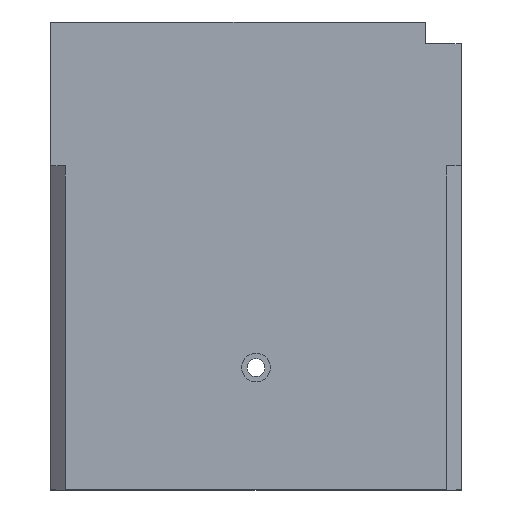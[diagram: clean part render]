
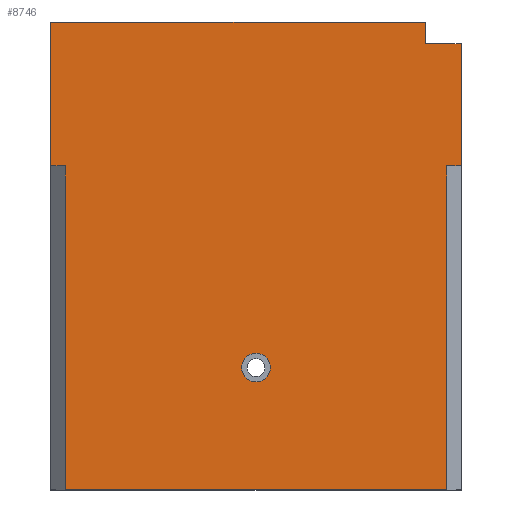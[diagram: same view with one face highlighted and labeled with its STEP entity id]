
A CAD part, top view. The second image highlights one B-rep face of the part: STEP entity #8746.
In plain terms, the highlighted face is planar.
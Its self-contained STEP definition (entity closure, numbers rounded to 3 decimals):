
#938=FACE_BOUND('',#1481,.T.);
#975=CIRCLE('',#9269,2.);
#985=FACE_OUTER_BOUND('',#1480,.T.);
#1480=EDGE_LOOP('',(#5814,#5815,#5816,#5817,#5818,#5819,#5820,#5821,#5822,
#5823));
#1481=EDGE_LOOP('',(#5824));
#2012=LINE('',#10653,#2770);
#2013=LINE('',#10655,#2771);
#2014=LINE('',#10657,#2772);
#2015=LINE('',#10659,#2773);
#2016=LINE('',#10661,#2774);
#2017=LINE('',#10663,#2775);
#2018=LINE('',#10665,#2776);
#2019=LINE('',#10667,#2777);
#2020=LINE('',#10669,#2778);
#2021=LINE('',#10670,#2779);
#2770=VECTOR('',#9480,10.);
#2771=VECTOR('',#9481,10.);
#2772=VECTOR('',#9482,10.);
#2773=VECTOR('',#9483,10.);
#2774=VECTOR('',#9484,10.);
#2775=VECTOR('',#9485,10.);
#2776=VECTOR('',#9486,10.);
#2777=VECTOR('',#9487,10.);
#2778=VECTOR('',#9488,10.);
#2779=VECTOR('',#9489,10.);
#3528=VERTEX_POINT('',#10651);
#3529=VERTEX_POINT('',#10652);
#3530=VERTEX_POINT('',#10654);
#3531=VERTEX_POINT('',#10656);
#3532=VERTEX_POINT('',#10658);
#3533=VERTEX_POINT('',#10660);
#3534=VERTEX_POINT('',#10662);
#3535=VERTEX_POINT('',#10664);
#3536=VERTEX_POINT('',#10666);
#3537=VERTEX_POINT('',#10668);
#3538=VERTEX_POINT('',#10671);
#4442=EDGE_CURVE('',#3528,#3529,#2012,.T.);
#4443=EDGE_CURVE('',#3529,#3530,#2013,.T.);
#4444=EDGE_CURVE('',#3530,#3531,#2014,.T.);
#4445=EDGE_CURVE('',#3532,#3531,#2015,.T.);
#4446=EDGE_CURVE('',#3533,#3532,#2016,.T.);
#4447=EDGE_CURVE('',#3534,#3533,#2017,.T.);
#4448=EDGE_CURVE('',#3535,#3534,#2018,.T.);
#4449=EDGE_CURVE('',#3535,#3536,#2019,.T.);
#4450=EDGE_CURVE('',#3536,#3537,#2020,.T.);
#4451=EDGE_CURVE('',#3528,#3537,#2021,.T.);
#4452=EDGE_CURVE('',#3538,#3538,#975,.T.);
#5814=ORIENTED_EDGE('',*,*,#4442,.T.);
#5815=ORIENTED_EDGE('',*,*,#4443,.T.);
#5816=ORIENTED_EDGE('',*,*,#4444,.T.);
#5817=ORIENTED_EDGE('',*,*,#4445,.F.);
#5818=ORIENTED_EDGE('',*,*,#4446,.F.);
#5819=ORIENTED_EDGE('',*,*,#4447,.F.);
#5820=ORIENTED_EDGE('',*,*,#4448,.F.);
#5821=ORIENTED_EDGE('',*,*,#4449,.T.);
#5822=ORIENTED_EDGE('',*,*,#4450,.T.);
#5823=ORIENTED_EDGE('',*,*,#4451,.F.);
#5824=ORIENTED_EDGE('',*,*,#4452,.T.);
#8558=PLANE('',#9268);
#8746=ADVANCED_FACE('',(#985,#938),#8558,.T.);
#9268=AXIS2_PLACEMENT_3D('',#10650,#9478,#9479);
#9269=AXIS2_PLACEMENT_3D('',#10672,#9490,#9491);
#9478=DIRECTION('center_axis',(0.,0.,-1.));
#9479=DIRECTION('ref_axis',(-1.,0.,0.));
#9480=DIRECTION('',(1.,0.,0.));
#9481=DIRECTION('',(0.,-1.,0.));
#9482=DIRECTION('',(-1.,0.,0.));
#9483=DIRECTION('',(0.,1.,0.));
#9484=DIRECTION('',(1.,0.,0.));
#9485=DIRECTION('',(0.,-1.,0.));
#9486=DIRECTION('',(1.,0.,0.));
#9487=DIRECTION('',(0.,1.,0.));
#9488=DIRECTION('',(1.,0.,0.));
#9489=DIRECTION('',(0.,-1.,0.));
#9490=DIRECTION('center_axis',(0.,0.,1.));
#9491=DIRECTION('ref_axis',(1.,0.,0.));
#10650=CARTESIAN_POINT('Origin',(28.5,32.5,0.));
#10651=CARTESIAN_POINT('',(5.,65.,0.));
#10652=CARTESIAN_POINT('',(57.,65.,0.));
#10653=CARTESIAN_POINT('',(5.,65.,0.));
#10654=CARTESIAN_POINT('',(57.,45.,0.));
#10655=CARTESIAN_POINT('',(57.,45.,0.));
#10656=CARTESIAN_POINT('',(55.,45.,0.));
#10657=CARTESIAN_POINT('',(55.5,45.,0.));
#10658=CARTESIAN_POINT('',(55.,0.,0.));
#10659=CARTESIAN_POINT('',(55.,15.5,0.));
#10660=CARTESIAN_POINT('',(2.,0.,0.));
#10661=CARTESIAN_POINT('',(0.,0.,0.));
#10662=CARTESIAN_POINT('',(2.,45.,0.));
#10663=CARTESIAN_POINT('',(2.,46.5,0.));
#10664=CARTESIAN_POINT('',(0.,45.,0.));
#10665=CARTESIAN_POINT('',(1.5,45.,0.));
#10666=CARTESIAN_POINT('',(0.,62.,0.));
#10667=CARTESIAN_POINT('',(0.,62.,0.));
#10668=CARTESIAN_POINT('',(5.,62.,0.));
#10669=CARTESIAN_POINT('',(1.5,62.,0.));
#10670=CARTESIAN_POINT('',(5.,65.,0.));
#10671=CARTESIAN_POINT('',(26.5,17.,0.));
#10672=CARTESIAN_POINT('Origin',(28.5,17.,0.));
